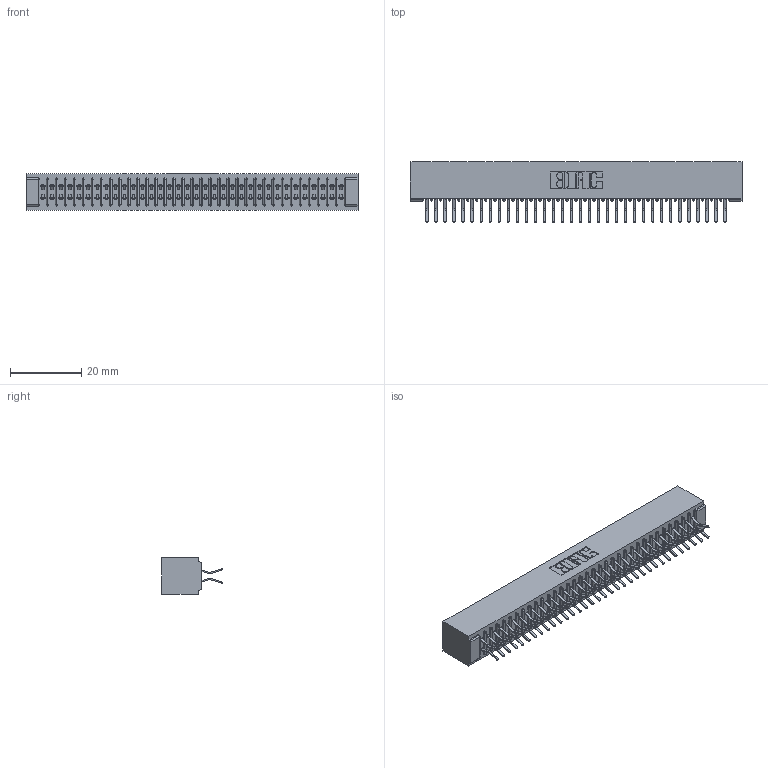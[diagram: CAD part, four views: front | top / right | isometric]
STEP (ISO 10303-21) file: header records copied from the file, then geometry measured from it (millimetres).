
FILE_DESCRIPTION (( 'STEP AP203' ), '1' );
FILE_NAME ('341-068-556-201.STEP', '2018-08-07T19:13:58', ( '' ), ( '' ), 'SwSTEP 2.0', 'SolidWorks 2016', '' );
FILE_SCHEMA (( 'CONFIG_CONTROL_DESIGN' ));
Length unit declared in the file: inch
Products named in the file (3): 341-068-556-201; 341 Part_No Mounting Lugs; 341-292-001_341-292-156
Assembly tree (69 placements, depth 2):
  341-068-556-201
    341 Part_No Mounting Lugs
    341-292-001_341-292-156  x68
Bounding box: 93.34 x 17.07 x 10.16 mm (x, y, z)
Volume: 7143.5 mm3; surface area: 13252.9 mm2
Topology: 69 solids, 69 shells, 4868 faces, 14130 edges, 9166 vertices
Faces by surface type: plane 2784, cylinder 1948, sphere 70, torus 66
Entity records: 42075 total; most frequent: CARTESIAN_POINT 6994, ORIENTED_EDGE 6948, DIRECTION 6796, EDGE_CURVE 3474, VECTOR 2796, LINE 2796, VERTEX_POINT 2198, AXIS2_PLACEMENT_3D 2000
